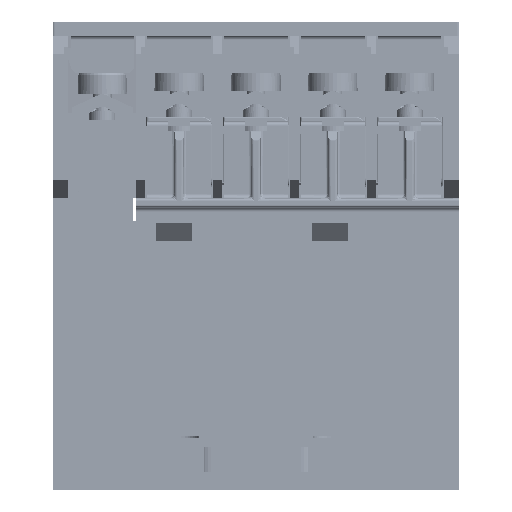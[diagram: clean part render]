
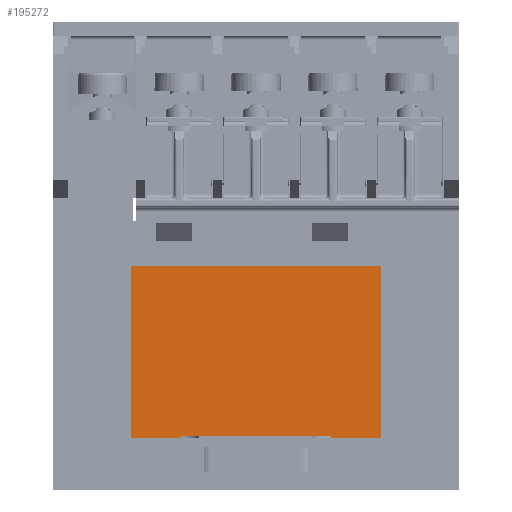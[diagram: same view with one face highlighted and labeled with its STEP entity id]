
A CAD part, front view. The second image highlights one B-rep face of the part: STEP entity #195272.
In plain terms, the highlighted planar face has unit normal (0, -1, 0).
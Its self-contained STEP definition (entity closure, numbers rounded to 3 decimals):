
#195175=CARTESIAN_POINT('',(-8.25,-22.175,-12.25));
#195176=VERTEX_POINT('',#195175);
#195192=CARTESIAN_POINT('',(-8.25,-22.175,-12.));
#195193=VERTEX_POINT('',#195192);
#195201=CARTESIAN_POINT('',(-8.25,-22.175,-12.));
#195202=DIRECTION('',(0.0,0.0,-1.0));
#195203=VECTOR('',#195202,0.25);
#195204=LINE('',#195201,#195203);
#195205=EDGE_CURVE('',#195193,#195176,#195204,.T.);
#195210=CARTESIAN_POINT('',(0.,-22.175,-3.75));
#195211=DIRECTION('',(0.0,1.0,0.0));
#195212=DIRECTION('',(0.0,0.0,1.0));
#195213=AXIS2_PLACEMENT_3D('',#195210,#195211,#195212);
#195214=PLANE('',#195213);
#195215=ORIENTED_EDGE('',*,*,#195205,.F.);
#195216=CARTESIAN_POINT('',(8.25,-22.175,-12.));
#195217=VERTEX_POINT('',#195216);
#195218=CARTESIAN_POINT('',(-8.25,-22.175,-12.));
#195219=DIRECTION('',(1.0,0.0,0.0));
#195220=VECTOR('',#195219,16.5);
#195221=LINE('',#195218,#195220);
#195222=EDGE_CURVE('',#195193,#195217,#195221,.T.);
#195223=ORIENTED_EDGE('',*,*,#195222,.T.);
#195224=CARTESIAN_POINT('',(8.25,-22.175,-12.25));
#195225=VERTEX_POINT('',#195224);
#195226=CARTESIAN_POINT('',(8.25,-22.175,-12.25));
#195227=DIRECTION('',(0.0,0.0,1.0));
#195228=VECTOR('',#195227,0.25);
#195229=LINE('',#195226,#195228);
#195230=EDGE_CURVE('',#195225,#195217,#195229,.T.);
#195231=ORIENTED_EDGE('',*,*,#195230,.F.);
#195232=CARTESIAN_POINT('',(13.875,-22.175,-12.25));
#195233=VERTEX_POINT('',#195232);
#195234=CARTESIAN_POINT('',(8.25,-22.175,-12.25));
#195235=DIRECTION('',(1.0,0.0,0.0));
#195236=VECTOR('',#195235,5.625);
#195237=LINE('',#195234,#195236);
#195238=EDGE_CURVE('',#195225,#195233,#195237,.T.);
#195239=ORIENTED_EDGE('',*,*,#195238,.T.);
#195240=CARTESIAN_POINT('',(13.875,-22.175,6.75));
#195241=VERTEX_POINT('',#195240);
#195242=CARTESIAN_POINT('',(13.875,-22.175,-12.25));
#195243=DIRECTION('',(0.0,0.0,1.0));
#195244=VECTOR('',#195243,19.0);
#195245=LINE('',#195242,#195244);
#195246=EDGE_CURVE('',#195233,#195241,#195245,.T.);
#195247=ORIENTED_EDGE('',*,*,#195246,.T.);
#195248=CARTESIAN_POINT('',(-13.875,-22.175,6.75));
#195249=VERTEX_POINT('',#195248);
#195250=CARTESIAN_POINT('',(-13.875,-22.175,6.75));
#195251=DIRECTION('',(1.0,0.0,0.0));
#195252=VECTOR('',#195251,27.75);
#195253=LINE('',#195250,#195252);
#195254=EDGE_CURVE('',#195249,#195241,#195253,.T.);
#195255=ORIENTED_EDGE('',*,*,#195254,.F.);
#195256=CARTESIAN_POINT('',(-13.875,-22.175,-12.25));
#195257=VERTEX_POINT('',#195256);
#195258=CARTESIAN_POINT('',(-13.875,-22.175,6.75));
#195259=DIRECTION('',(0.0,0.0,-1.0));
#195260=VECTOR('',#195259,19.);
#195261=LINE('',#195258,#195260);
#195262=EDGE_CURVE('',#195249,#195257,#195261,.T.);
#195263=ORIENTED_EDGE('',*,*,#195262,.T.);
#195264=CARTESIAN_POINT('',(-13.875,-22.175,-12.25));
#195265=DIRECTION('',(1.0,0.0,0.0));
#195266=VECTOR('',#195265,5.625);
#195267=LINE('',#195264,#195266);
#195268=EDGE_CURVE('',#195257,#195176,#195267,.T.);
#195269=ORIENTED_EDGE('',*,*,#195268,.T.);
#195270=EDGE_LOOP('',(#195215,#195223,#195231,#195239,#195247,#195255,#195263,#195269));
#195271=FACE_OUTER_BOUND('',#195270,.T.);
#195272=ADVANCED_FACE('',(#195271),#195214,.F.);
